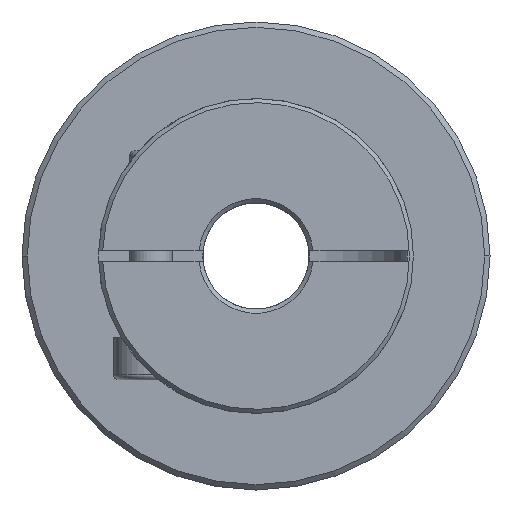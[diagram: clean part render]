
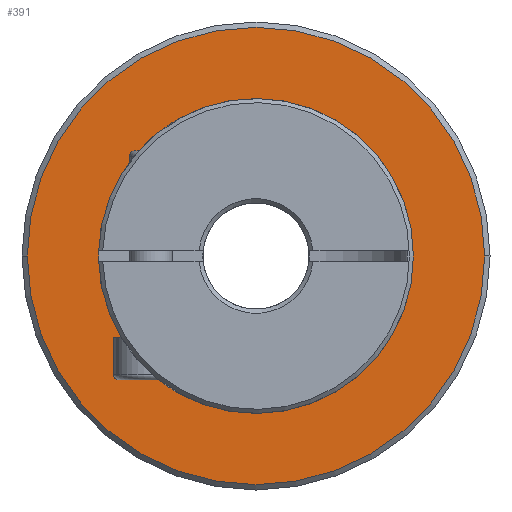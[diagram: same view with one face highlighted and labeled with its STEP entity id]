
A CAD part, left-side view. The second image highlights one B-rep face of the part: STEP entity #391.
In plain terms, the highlighted planar face has unit normal (-1, 0, 0).
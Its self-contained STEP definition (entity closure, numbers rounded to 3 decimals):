
#145 = EDGE_CURVE ( 'NONE', #775, #774, #1737, .T. ) ;
#194 = EDGE_CURVE ( 'NONE', #774, #775, #1802, .T. ) ;
#220 = EDGE_CURVE ( 'NONE', #4028, #4056, #1834, .T. ) ;
#262 = EDGE_CURVE ( 'NONE', #4056, #4028, #1897, .T. ) ;
#391 = ADVANCED_FACE ( 'NONE', ( #2738, #2741 ), #2587, .T. ) ;
#432 = EDGE_LOOP ( 'NONE', ( #1184, #1185 ) ) ;
#446 = EDGE_LOOP ( 'NONE', ( #1186, #1187 ) ) ;
#774 = VERTEX_POINT ( 'NONE', #3184 ) ;
#775 = VERTEX_POINT ( 'NONE', #3174 ) ;
#954 = CARTESIAN_POINT ( 'NONE',  ( -5.119, 0., 0. ) ) ;
#955 = DIRECTION ( 'NONE',  ( 1., 0., 0. ) ) ;
#956 = DIRECTION ( 'NONE',  ( 0., -1., 0. ) ) ;
#1085 = CARTESIAN_POINT ( 'NONE',  ( -5.119, 0., 0. ) ) ;
#1184 = ORIENTED_EDGE ( 'NONE', *, *, #145, .T. ) ;
#1185 = ORIENTED_EDGE ( 'NONE', *, *, #194, .T. ) ;
#1186 = ORIENTED_EDGE ( 'NONE', *, *, #262, .F. ) ;
#1187 = ORIENTED_EDGE ( 'NONE', *, *, #220, .F. ) ;
#1597 = AXIS2_PLACEMENT_3D ( 'NONE', #954, #955, #956 ) ;
#1627 = AXIS2_PLACEMENT_3D ( 'NONE', #1085, #2005, #2006 ) ;
#1633 = AXIS2_PLACEMENT_3D ( 'NONE', #2073, #2075, #2076 ) ;
#1660 = AXIS2_PLACEMENT_3D ( 'NONE', #2164, #2180, #2181 ) ;
#1737 = CIRCLE ( 'NONE', #1597, 14.8 ) ;
#1802 = CIRCLE ( 'NONE', #1627, 14.8 ) ;
#1834 = CIRCLE ( 'NONE', #1633, 21.5 ) ;
#1897 = CIRCLE ( 'NONE', #1660, 21.5 ) ;
#2005 = DIRECTION ( 'NONE',  ( 1., 0., 0. ) ) ;
#2006 = DIRECTION ( 'NONE',  ( 0., -1., 0. ) ) ;
#2073 = CARTESIAN_POINT ( 'NONE',  ( -5.119, 0., 0. ) ) ;
#2075 = DIRECTION ( 'NONE',  ( 1., 0., 0. ) ) ;
#2076 = DIRECTION ( 'NONE',  ( 0., -1., 0. ) ) ;
#2164 = CARTESIAN_POINT ( 'NONE',  ( -5.119, 0., 0. ) ) ;
#2180 = DIRECTION ( 'NONE',  ( 1., 0., 0. ) ) ;
#2181 = DIRECTION ( 'NONE',  ( 0., -1., 0. ) ) ;
#2586 = CARTESIAN_POINT ( 'NONE',  ( -5.119, 0., 0. ) ) ;
#2587 = PLANE ( 'NONE',  #2956 ) ;
#2589 = DIRECTION ( 'NONE',  ( -1., 0., 0. ) ) ;
#2590 = DIRECTION ( 'NONE',  ( 0., -1., 0. ) ) ;
#2738 = FACE_BOUND ( 'NONE', #432, .T. ) ;
#2741 = FACE_OUTER_BOUND ( 'NONE', #446, .T. ) ;
#2956 = AXIS2_PLACEMENT_3D ( 'NONE', #2586, #2589, #2590 ) ;
#3174 = CARTESIAN_POINT ( 'NONE',  ( -5.119, 14.8, 0. ) ) ;
#3184 = CARTESIAN_POINT ( 'NONE',  ( -5.119, -14.8, 0. ) ) ;
#3867 = CARTESIAN_POINT ( 'NONE',  ( -5.119, -21.5, 0. ) ) ;
#3875 = CARTESIAN_POINT ( 'NONE',  ( -5.119, 21.5, 0. ) ) ;
#4028 = VERTEX_POINT ( 'NONE', #3867 ) ;
#4056 = VERTEX_POINT ( 'NONE', #3875 ) ;
